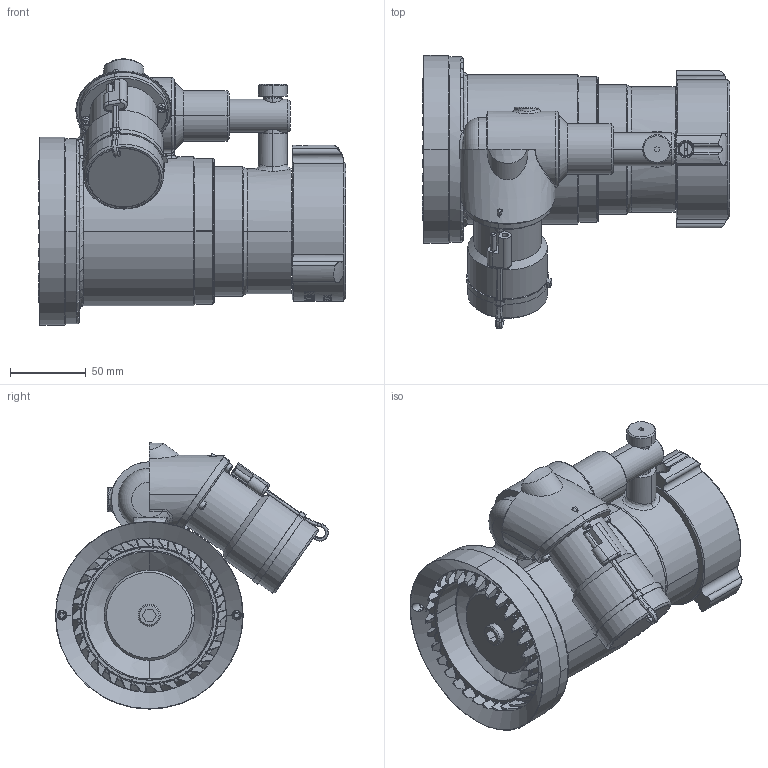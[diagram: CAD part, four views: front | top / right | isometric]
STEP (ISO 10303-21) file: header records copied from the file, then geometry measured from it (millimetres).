
FILE_DESCRIPTION((''),'2;1');
FILE_NAME('32932005_07','2016-07-06T',('sobri'),(''),'CREO PARAMETRIC BY PTC INC, 2015290','CREO PARAMETRIC BY PTC INC, 2015290','');
FILE_SCHEMA(('CONFIG_CONTROL_DESIGN'));
Length unit declared in the file: inch
Products named in the file (1): 32932005_07
Bounding box: 202.98 x 180.07 x 175.59 mm (x, y, z)
Surface area: 256617.1 mm2 (no closed solid volume)
Topology: 0 solids, 66 shells, 1221 faces, 3765 edges, 2558 vertices
Faces by surface type: cylinder 489, plane 324, cone 193, torus 104, bspline 81, sphere 30
Entity records: 56893 total; most frequent: CARTESIAN_POINT 25116, ORIENTED_EDGE 6457, DIRECTION 6335, EDGE_CURVE 3762, VERTEX_POINT 2558, AXIS2_PLACEMENT_3D 2538, CIRCLE 1398, EDGE_LOOP 1310
